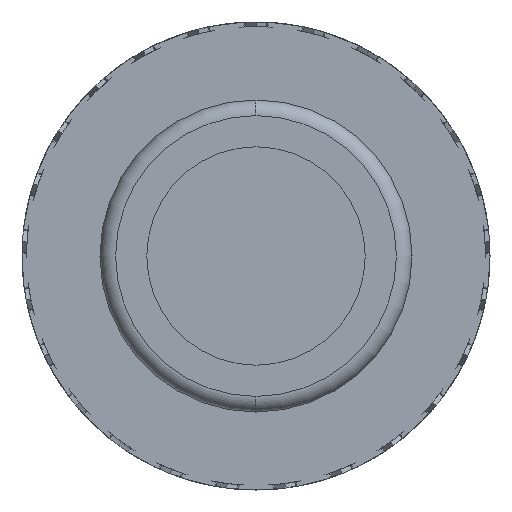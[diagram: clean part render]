
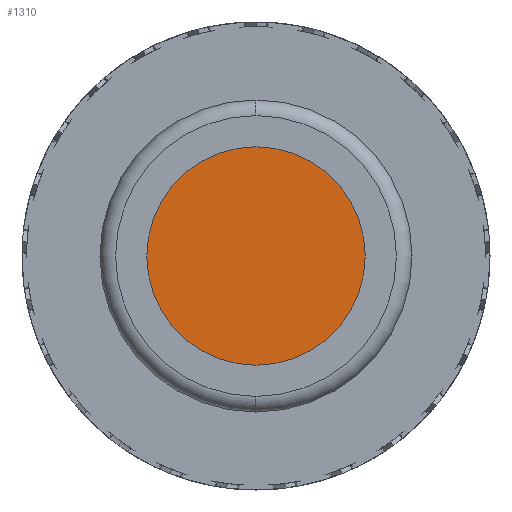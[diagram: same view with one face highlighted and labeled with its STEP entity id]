
A CAD part, left-side view. The second image highlights one B-rep face of the part: STEP entity #1310.
In plain terms, the highlighted planar face has unit normal (-1, 0, 0).
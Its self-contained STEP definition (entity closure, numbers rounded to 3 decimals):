
#1310=ADVANCED_FACE('',(#3996),#3997,.F.);
#3996=FACE_OUTER_BOUND('',#6696,.T.);
#3997=PLANE('',#6697);
#6696=EDGE_LOOP('',(#16864,#16865));
#6697=AXIS2_PLACEMENT_3D('',#16866,#16867,#16868);
#16864=ORIENTED_EDGE('',*,*,#17254,.F.);
#16865=ORIENTED_EDGE('',*,*,#20585,.F.);
#16866=CARTESIAN_POINT('',(24.0,0.0,0.0));
#16867=DIRECTION('',(1.0,0.0,0.0));
#16868=DIRECTION('',(0.0,0.0,-1.0));
#17254=EDGE_CURVE('',#20611,#20614,#20615,.T.);
#20585=EDGE_CURVE('',#20614,#20611,#26158,.T.);
#20611=VERTEX_POINT('',#26186);
#20614=VERTEX_POINT('',#26190);
#20615=CIRCLE('',#26191,1.4);
#26158=CIRCLE('',#32977,1.4);
#26186=CARTESIAN_POINT('',(24.0,0.0,-1.4));
#26190=CARTESIAN_POINT('',(24.0,0.,1.4));
#26191=AXIS2_PLACEMENT_3D('',#33010,#33011,#33012);
#32977=AXIS2_PLACEMENT_3D('',#40617,#40618,#40619);
#33010=CARTESIAN_POINT('',(24.0,0.0,0.0));
#33011=DIRECTION('',(1.0,0.0,0.0));
#33012=DIRECTION('',(0.0,0.0,-1.0));
#40617=CARTESIAN_POINT('',(24.0,0.0,0.0));
#40618=DIRECTION('',(1.0,0.0,0.0));
#40619=DIRECTION('',(0.0,0.0,-1.0));
